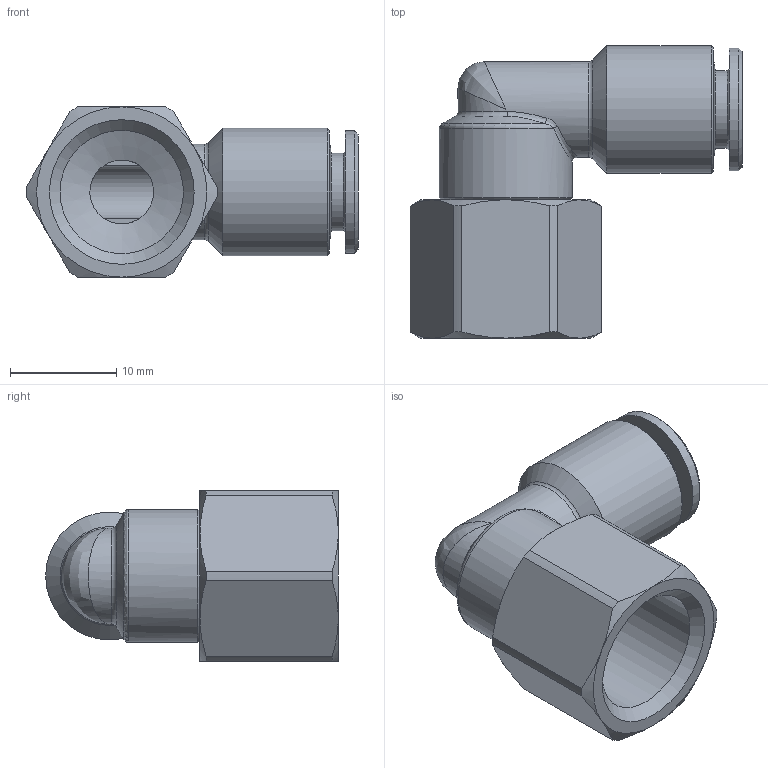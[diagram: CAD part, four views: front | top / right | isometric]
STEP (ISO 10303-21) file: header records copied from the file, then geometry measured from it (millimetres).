
FILE_DESCRIPTION( ( 'STEP AP214' ), '1' );
FILE_NAME( 'psolqas_7616_58.stp', '2020-12-01T17:10:23', ( 'License CC BY-ND 4.0' ), ( 'CADENAS' ), ' ', 'PARTsolutions', ' ' );
FILE_SCHEMA( ( 'AUTOMOTIVE_DESIGN { 1 0 10303 214 1 1 1 1 }' ) );
Length unit declared in the file: metre
Products named in the file (1): Taglia-Rivoluzione1
Bounding box: 31.2 x 27.5 x 16 mm (x, y, z)
Volume: 3629.5 mm3; surface area: 3223.6 mm2
Topology: 1 solids, 1 shells, 63 faces, 145 edges, 85 vertices
Faces by surface type: cone 23, cylinder 17, plane 14, bspline 6, torus 3
Full cylindrical faces by diameter (mm): 5 x1, 6 x1, 6.15 x1, 7.3 x1, 9 x1, 11.5 x1, 11.6 x1, 12 x1, 12.5 x1
Entity records: 2765 total; most frequent: CARTESIAN_POINT 1046, DIRECTION 242, ORIENTED_EDGE 232, EDGE_CURVE 116, AXIS2_PLACEMENT_3D 114, EDGE_LOOP 87, VERTEX_POINT 79, FACE_OUTER_BOUND 72
